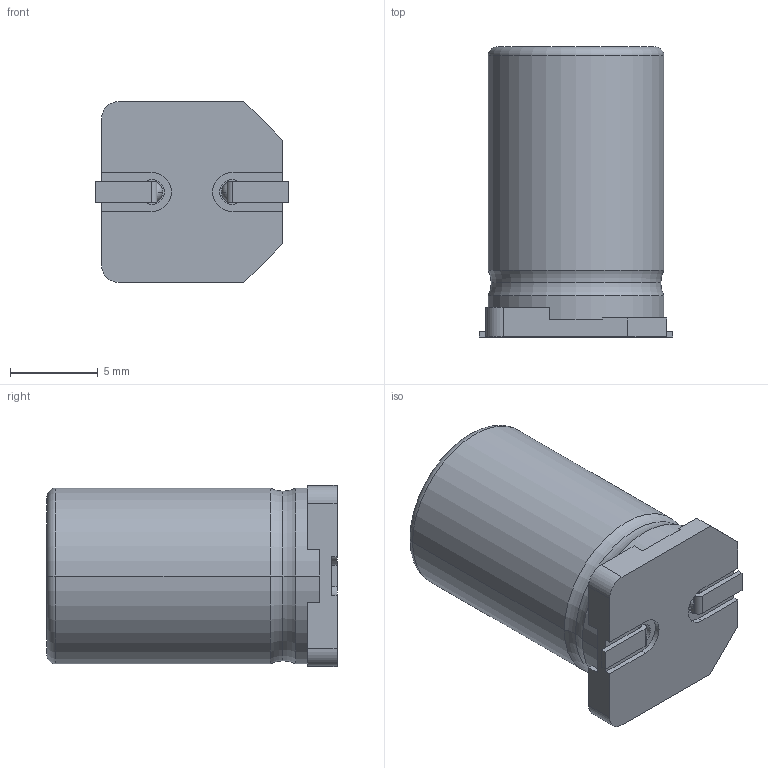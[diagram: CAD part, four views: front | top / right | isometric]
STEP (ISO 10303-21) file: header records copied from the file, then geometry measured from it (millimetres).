
FILE_DESCRIPTION (( 'STEP AP214' ), '1' );
FILE_NAME ('昗弨昳兂10 SIZE CODE G16.stp', '2018-07-11T04:21:25', ( '' ), ( '' ), 'SwSTEP 2.0', 'SolidWorks 2015', '' );
FILE_SCHEMA (( 'AUTOMOTIVE_DESIGN' ));
Length unit declared in the file: millimetre
Products named in the file (4): 標準SIZE CODE G16-003; 標準SIZE CODE G16-001; 昗弨昳兂10 SIZE CODE G16; 標準SIZE CODE G16-002
Assembly tree (4 placements, depth 2):
  昗弨昳兂10 SIZE CODE G16
    標準SIZE CODE G16-001
    標準SIZE CODE G16-002
    標準SIZE CODE G16-003  x2
Bounding box: 11 x 16.5 x 10.3 mm (x, y, z)
Volume: 1315.9 mm3; surface area: 930.1 mm2
Topology: 4 solids, 4 shells, 93 faces, 228 edges, 144 vertices
Faces by surface type: plane 57, cylinder 22, sphere 8, torus 6
Entity records: 2382 total; most frequent: DIRECTION 407, CARTESIAN_POINT 384, ORIENTED_EDGE 370, EDGE_CURVE 185, AXIS2_PLACEMENT_3D 141, VECTOR 125, LINE 125, VERTEX_POINT 118
